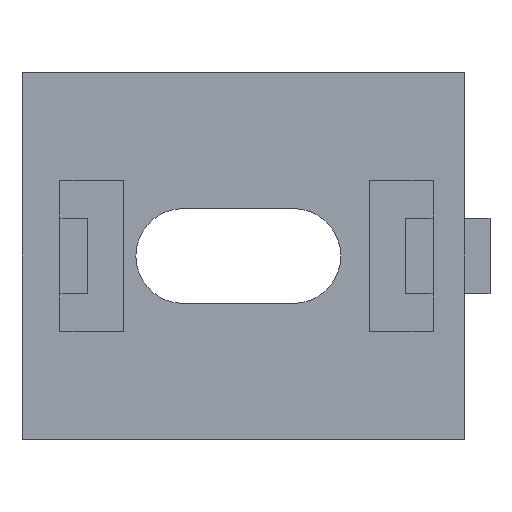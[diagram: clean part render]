
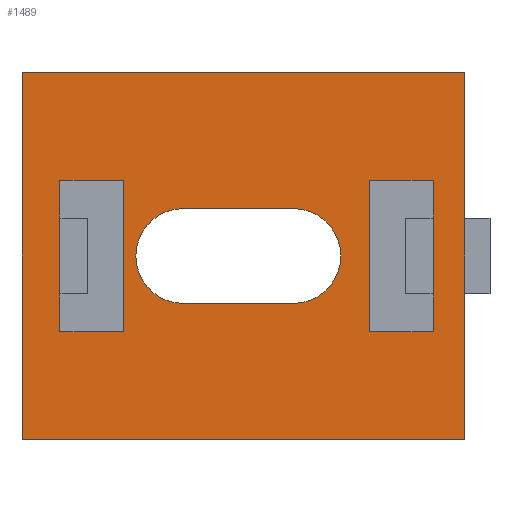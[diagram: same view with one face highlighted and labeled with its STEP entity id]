
A CAD part, left-side view. The second image highlights one B-rep face of the part: STEP entity #1489.
In plain terms, the highlighted planar face has unit normal (-1, 0, 0).
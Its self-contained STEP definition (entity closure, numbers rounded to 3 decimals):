
#49=FACE_BOUND('',#278,.T.);
#50=FACE_BOUND('',#279,.T.);
#51=FACE_BOUND('',#280,.T.);
#115=PLANE('',#1609);
#199=FACE_OUTER_BOUND('',#277,.T.);
#277=EDGE_LOOP('',(#1343,#1344,#1345,#1346));
#278=EDGE_LOOP('',(#1347,#1348,#1349,#1350,#1351,#1352));
#279=EDGE_LOOP('',(#1353,#1354,#1355,#1356,#1357,#1358));
#280=EDGE_LOOP('',(#1359,#1360,#1361,#1362));
#326=LINE('',#2162,#504);
#337=LINE('',#2184,#515);
#343=LINE('',#2197,#521);
#359=LINE('',#2228,#537);
#360=LINE('',#2231,#538);
#368=LINE('',#2247,#546);
#370=LINE('',#2252,#548);
#373=LINE('',#2256,#551);
#375=LINE('',#2260,#553);
#376=LINE('',#2262,#554);
#377=LINE('',#2265,#555);
#380=LINE('',#2271,#558);
#383=LINE('',#2276,#561);
#451=LINE('',#2428,#629);
#455=LINE('',#2439,#633);
#460=LINE('',#2450,#638);
#461=LINE('',#2452,#639);
#462=LINE('',#2453,#640);
#504=VECTOR('',#1739,10.);
#515=VECTOR('',#1756,10.);
#521=VECTOR('',#1768,10.);
#537=VECTOR('',#1794,10.);
#538=VECTOR('',#1797,10.);
#546=VECTOR('',#1809,10.);
#548=VECTOR('',#1813,10.);
#551=VECTOR('',#1818,10.);
#553=VECTOR('',#1822,10.);
#554=VECTOR('',#1825,10.);
#555=VECTOR('',#1828,10.);
#558=VECTOR('',#1833,10.);
#561=VECTOR('',#1838,10.);
#629=VECTOR('',#1976,10.);
#633=VECTOR('',#1988,10.);
#638=VECTOR('',#2003,10.);
#639=VECTOR('',#2004,10.);
#640=VECTOR('',#2005,10.);
#663=CIRCLE('',#1598,3.75);
#665=CIRCLE('',#1602,3.75);
#707=VERTEX_POINT('',#2159);
#708=VERTEX_POINT('',#2161);
#714=VERTEX_POINT('',#2177);
#716=VERTEX_POINT('',#2183);
#719=VERTEX_POINT('',#2195);
#720=VERTEX_POINT('',#2196);
#730=VERTEX_POINT('',#2226);
#731=VERTEX_POINT('',#2230);
#737=VERTEX_POINT('',#2246);
#738=VERTEX_POINT('',#2250);
#739=VERTEX_POINT('',#2251);
#740=VERTEX_POINT('',#2258);
#741=VERTEX_POINT('',#2264);
#743=VERTEX_POINT('',#2270);
#789=VERTEX_POINT('',#2418);
#790=VERTEX_POINT('',#2419);
#793=VERTEX_POINT('',#2427);
#795=VERTEX_POINT('',#2433);
#797=VERTEX_POINT('',#2449);
#798=VERTEX_POINT('',#2451);
#854=EDGE_CURVE('',#707,#708,#326,.T.);
#865=EDGE_CURVE('',#716,#714,#337,.T.);
#871=EDGE_CURVE('',#719,#720,#343,.T.);
#887=EDGE_CURVE('',#714,#730,#359,.T.);
#888=EDGE_CURVE('',#731,#716,#360,.T.);
#896=EDGE_CURVE('',#737,#719,#368,.T.);
#898=EDGE_CURVE('',#738,#739,#370,.T.);
#901=EDGE_CURVE('',#739,#737,#373,.T.);
#903=EDGE_CURVE('',#720,#740,#375,.T.);
#904=EDGE_CURVE('',#740,#738,#376,.T.);
#905=EDGE_CURVE('',#730,#741,#377,.T.);
#908=EDGE_CURVE('',#741,#743,#380,.T.);
#911=EDGE_CURVE('',#743,#731,#383,.T.);
#981=EDGE_CURVE('',#789,#790,#663,.T.);
#985=EDGE_CURVE('',#790,#793,#451,.T.);
#988=EDGE_CURVE('',#793,#795,#665,.T.);
#991=EDGE_CURVE('',#795,#789,#455,.T.);
#996=EDGE_CURVE('',#707,#797,#460,.T.);
#997=EDGE_CURVE('',#797,#798,#461,.T.);
#998=EDGE_CURVE('',#708,#798,#462,.T.);
#1343=ORIENTED_EDGE('',*,*,#996,.T.);
#1344=ORIENTED_EDGE('',*,*,#997,.T.);
#1345=ORIENTED_EDGE('',*,*,#998,.F.);
#1346=ORIENTED_EDGE('',*,*,#854,.F.);
#1347=ORIENTED_EDGE('',*,*,#898,.T.);
#1348=ORIENTED_EDGE('',*,*,#901,.T.);
#1349=ORIENTED_EDGE('',*,*,#896,.T.);
#1350=ORIENTED_EDGE('',*,*,#871,.T.);
#1351=ORIENTED_EDGE('',*,*,#903,.T.);
#1352=ORIENTED_EDGE('',*,*,#904,.T.);
#1353=ORIENTED_EDGE('',*,*,#888,.T.);
#1354=ORIENTED_EDGE('',*,*,#865,.T.);
#1355=ORIENTED_EDGE('',*,*,#887,.T.);
#1356=ORIENTED_EDGE('',*,*,#905,.T.);
#1357=ORIENTED_EDGE('',*,*,#908,.T.);
#1358=ORIENTED_EDGE('',*,*,#911,.T.);
#1359=ORIENTED_EDGE('',*,*,#988,.T.);
#1360=ORIENTED_EDGE('',*,*,#991,.T.);
#1361=ORIENTED_EDGE('',*,*,#981,.T.);
#1362=ORIENTED_EDGE('',*,*,#985,.T.);
#1489=ADVANCED_FACE('',(#199,#49,#50,#51),#115,.T.);
#1598=AXIS2_PLACEMENT_3D('',#2420,#1968,#1969);
#1602=AXIS2_PLACEMENT_3D('',#2434,#1981,#1982);
#1609=AXIS2_PLACEMENT_3D('',#2448,#2001,#2002);
#1739=DIRECTION('',(0.,0.,1.));
#1756=DIRECTION('',(0.,0.,-1.));
#1768=DIRECTION('',(0.,0.,1.));
#1794=DIRECTION('',(0.,0.,-1.));
#1797=DIRECTION('',(0.,0.,-1.));
#1809=DIRECTION('',(0.,0.,1.));
#1813=DIRECTION('',(0.,0.,-1.));
#1818=DIRECTION('',(0.,1.,0.));
#1822=DIRECTION('',(0.,0.,1.));
#1825=DIRECTION('',(0.,-1.,0.));
#1828=DIRECTION('',(0.,1.,0.));
#1833=DIRECTION('',(0.,0.,1.));
#1838=DIRECTION('',(0.,-1.,0.));
#1968=DIRECTION('center_axis',(1.,0.,0.));
#1969=DIRECTION('ref_axis',(0.,0.,-1.));
#1976=DIRECTION('',(0.,-1.,0.));
#1981=DIRECTION('center_axis',(1.,0.,0.));
#1982=DIRECTION('ref_axis',(0.,0.,1.));
#1988=DIRECTION('',(0.,1.,0.));
#2001=DIRECTION('center_axis',(-1.,0.,0.));
#2002=DIRECTION('ref_axis',(0.,-1.,0.));
#2003=DIRECTION('',(0.,-1.,0.));
#2004=DIRECTION('',(0.,0.,1.));
#2005=DIRECTION('',(0.,-1.,0.));
#2159=CARTESIAN_POINT('',(0.,35.,0.));
#2161=CARTESIAN_POINT('',(0.,35.,29.));
#2162=CARTESIAN_POINT('',(0.,35.,0.));
#2177=CARTESIAN_POINT('',(0.,2.5,11.5));
#2183=CARTESIAN_POINT('',(0.,2.5,17.5));
#2184=CARTESIAN_POINT('',(0.,2.5,4.25));
#2195=CARTESIAN_POINT('',(0.,32.,11.5));
#2196=CARTESIAN_POINT('',(0.,32.,17.5));
#2197=CARTESIAN_POINT('',(0.,32.,10.25));
#2226=CARTESIAN_POINT('',(0.,2.5,8.5));
#2228=CARTESIAN_POINT('',(0.,2.5,4.25));
#2230=CARTESIAN_POINT('',(0.,2.5,20.5));
#2231=CARTESIAN_POINT('',(0.,2.5,4.25));
#2246=CARTESIAN_POINT('',(0.,32.,8.5));
#2247=CARTESIAN_POINT('',(0.,32.,10.25));
#2250=CARTESIAN_POINT('',(0.,27.,20.5));
#2251=CARTESIAN_POINT('',(0.,27.,8.5));
#2252=CARTESIAN_POINT('',(0.,27.,4.25));
#2256=CARTESIAN_POINT('',(0.,33.5,8.5));
#2258=CARTESIAN_POINT('',(0.,32.,20.5));
#2260=CARTESIAN_POINT('',(0.,32.,10.25));
#2262=CARTESIAN_POINT('',(0.,31.,20.5));
#2264=CARTESIAN_POINT('',(0.,7.5,8.5));
#2265=CARTESIAN_POINT('',(0.,21.25,8.5));
#2270=CARTESIAN_POINT('',(0.,7.5,20.5));
#2271=CARTESIAN_POINT('',(0.,7.5,10.25));
#2276=CARTESIAN_POINT('',(0.,18.75,20.5));
#2418=CARTESIAN_POINT('',(0.,22.25,10.75));
#2419=CARTESIAN_POINT('',(0.,22.25,18.25));
#2420=CARTESIAN_POINT('Origin',(0.,22.25,14.5));
#2427=CARTESIAN_POINT('',(0.,13.55,18.25));
#2428=CARTESIAN_POINT('',(0.,24.275,18.25));
#2433=CARTESIAN_POINT('',(0.,13.55,10.75));
#2434=CARTESIAN_POINT('Origin',(0.,13.55,14.5));
#2439=CARTESIAN_POINT('',(0.,28.625,10.75));
#2448=CARTESIAN_POINT('Origin',(0.,35.,0.));
#2449=CARTESIAN_POINT('',(0.,0.,0.));
#2450=CARTESIAN_POINT('',(0.,35.,0.));
#2451=CARTESIAN_POINT('',(0.,0.,29.));
#2452=CARTESIAN_POINT('',(0.,0.,0.));
#2453=CARTESIAN_POINT('',(0.,35.,29.));
